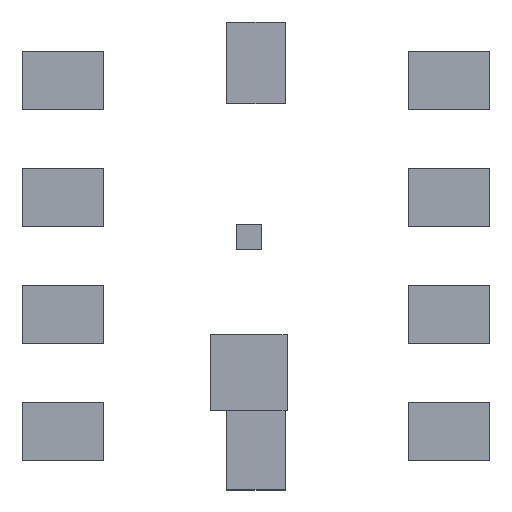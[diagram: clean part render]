
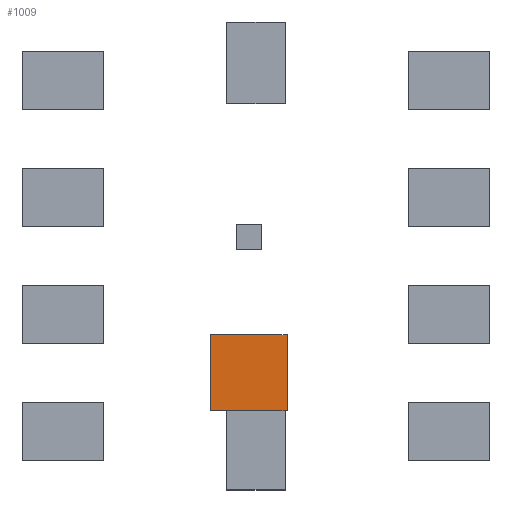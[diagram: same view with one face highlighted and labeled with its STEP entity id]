
A CAD part, top view. The second image highlights one B-rep face of the part: STEP entity #1009.
In plain terms, the highlighted planar face has unit normal (0, 0, 1).
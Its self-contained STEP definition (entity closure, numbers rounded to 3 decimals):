
#695 = VERTEX_POINT('',#696);
#696 = CARTESIAN_POINT('',(-0.193,-0.663,0.55));
#703 = PLANE('',#704);
#704 = AXIS2_PLACEMENT_3D('',#705,#706,#707);
#705 = CARTESIAN_POINT('',(-0.193,-0.663,0.5));
#706 = DIRECTION('',(1.,0.,0.));
#707 = DIRECTION('',(0.,0.,1.));
#715 = PLANE('',#716);
#716 = AXIS2_PLACEMENT_3D('',#717,#718,#719);
#717 = CARTESIAN_POINT('',(-0.193,-0.663,0.5));
#718 = DIRECTION('',(0.,1.,0.));
#719 = DIRECTION('',(0.,0.,1.));
#756 = VERTEX_POINT('',#757);
#757 = CARTESIAN_POINT('',(-0.193,-0.338,0.55));
#771 = PLANE('',#772);
#772 = AXIS2_PLACEMENT_3D('',#773,#774,#775);
#773 = CARTESIAN_POINT('',(-0.193,-0.338,0.5));
#774 = DIRECTION('',(0.,1.,0.));
#775 = DIRECTION('',(0.,0.,1.));
#783 = EDGE_CURVE('',#695,#756,#784,.T.);
#784 = SURFACE_CURVE('',#785,(#789,#796),.PCURVE_S1.);
#785 = LINE('',#786,#787);
#786 = CARTESIAN_POINT('',(-0.193,-0.663,0.55));
#787 = VECTOR('',#788,1.);
#788 = DIRECTION('',(0.,1.,0.));
#789 = PCURVE('',#703,#790);
#790 = DEFINITIONAL_REPRESENTATION('',(#791),#795);
#791 = LINE('',#792,#793);
#792 = CARTESIAN_POINT('',(0.05,0.));
#793 = VECTOR('',#794,1.);
#794 = DIRECTION('',(0.,-1.));
#795 = ( GEOMETRIC_REPRESENTATION_CONTEXT(2) 
PARAMETRIC_REPRESENTATION_CONTEXT() REPRESENTATION_CONTEXT('2D SPACE',''
  ) );
#796 = PCURVE('',#797,#802);
#797 = PLANE('',#798);
#798 = AXIS2_PLACEMENT_3D('',#799,#800,#801);
#799 = CARTESIAN_POINT('',(-0.193,-0.663,0.55));
#800 = DIRECTION('',(0.,0.,1.));
#801 = DIRECTION('',(1.,0.,0.));
#802 = DEFINITIONAL_REPRESENTATION('',(#803),#807);
#803 = LINE('',#804,#805);
#804 = CARTESIAN_POINT('',(0.,0.));
#805 = VECTOR('',#806,1.);
#806 = DIRECTION('',(0.,1.));
#807 = ( GEOMETRIC_REPRESENTATION_CONTEXT(2) 
PARAMETRIC_REPRESENTATION_CONTEXT() REPRESENTATION_CONTEXT('2D SPACE',''
  ) );
#815 = VERTEX_POINT('',#816);
#816 = CARTESIAN_POINT('',(0.133,-0.663,0.55));
#823 = PLANE('',#824);
#824 = AXIS2_PLACEMENT_3D('',#825,#826,#827);
#825 = CARTESIAN_POINT('',(0.133,-0.663,0.5));
#826 = DIRECTION('',(1.,0.,0.));
#827 = DIRECTION('',(0.,0.,1.));
#866 = VERTEX_POINT('',#867);
#867 = CARTESIAN_POINT('',(0.133,-0.338,0.55));
#888 = EDGE_CURVE('',#815,#866,#889,.T.);
#889 = SURFACE_CURVE('',#890,(#894,#901),.PCURVE_S1.);
#890 = LINE('',#891,#892);
#891 = CARTESIAN_POINT('',(0.133,-0.663,0.55));
#892 = VECTOR('',#893,1.);
#893 = DIRECTION('',(0.,1.,0.));
#894 = PCURVE('',#823,#895);
#895 = DEFINITIONAL_REPRESENTATION('',(#896),#900);
#896 = LINE('',#897,#898);
#897 = CARTESIAN_POINT('',(0.05,0.));
#898 = VECTOR('',#899,1.);
#899 = DIRECTION('',(0.,-1.));
#900 = ( GEOMETRIC_REPRESENTATION_CONTEXT(2) 
PARAMETRIC_REPRESENTATION_CONTEXT() REPRESENTATION_CONTEXT('2D SPACE',''
  ) );
#901 = PCURVE('',#797,#902);
#902 = DEFINITIONAL_REPRESENTATION('',(#903),#907);
#903 = LINE('',#904,#905);
#904 = CARTESIAN_POINT('',(0.325,0.));
#905 = VECTOR('',#906,1.);
#906 = DIRECTION('',(0.,1.));
#907 = ( GEOMETRIC_REPRESENTATION_CONTEXT(2) 
PARAMETRIC_REPRESENTATION_CONTEXT() REPRESENTATION_CONTEXT('2D SPACE',''
  ) );
#934 = EDGE_CURVE('',#695,#815,#935,.T.);
#935 = SURFACE_CURVE('',#936,(#940,#947),.PCURVE_S1.);
#936 = LINE('',#937,#938);
#937 = CARTESIAN_POINT('',(-0.193,-0.663,0.55));
#938 = VECTOR('',#939,1.);
#939 = DIRECTION('',(1.,0.,0.));
#940 = PCURVE('',#715,#941);
#941 = DEFINITIONAL_REPRESENTATION('',(#942),#946);
#942 = LINE('',#943,#944);
#943 = CARTESIAN_POINT('',(0.05,0.));
#944 = VECTOR('',#945,1.);
#945 = DIRECTION('',(0.,1.));
#946 = ( GEOMETRIC_REPRESENTATION_CONTEXT(2) 
PARAMETRIC_REPRESENTATION_CONTEXT() REPRESENTATION_CONTEXT('2D SPACE',''
  ) );
#947 = PCURVE('',#797,#948);
#948 = DEFINITIONAL_REPRESENTATION('',(#949),#953);
#949 = LINE('',#950,#951);
#950 = CARTESIAN_POINT('',(0.,0.));
#951 = VECTOR('',#952,1.);
#952 = DIRECTION('',(1.,0.));
#953 = ( GEOMETRIC_REPRESENTATION_CONTEXT(2) 
PARAMETRIC_REPRESENTATION_CONTEXT() REPRESENTATION_CONTEXT('2D SPACE',''
  ) );
#981 = EDGE_CURVE('',#756,#866,#982,.T.);
#982 = SURFACE_CURVE('',#983,(#987,#994),.PCURVE_S1.);
#983 = LINE('',#984,#985);
#984 = CARTESIAN_POINT('',(-0.193,-0.338,0.55));
#985 = VECTOR('',#986,1.);
#986 = DIRECTION('',(1.,0.,0.));
#987 = PCURVE('',#771,#988);
#988 = DEFINITIONAL_REPRESENTATION('',(#989),#993);
#989 = LINE('',#990,#991);
#990 = CARTESIAN_POINT('',(0.05,0.));
#991 = VECTOR('',#992,1.);
#992 = DIRECTION('',(0.,1.));
#993 = ( GEOMETRIC_REPRESENTATION_CONTEXT(2) 
PARAMETRIC_REPRESENTATION_CONTEXT() REPRESENTATION_CONTEXT('2D SPACE',''
  ) );
#994 = PCURVE('',#797,#995);
#995 = DEFINITIONAL_REPRESENTATION('',(#996),#1000);
#996 = LINE('',#997,#998);
#997 = CARTESIAN_POINT('',(0.,0.325));
#998 = VECTOR('',#999,1.);
#999 = DIRECTION('',(1.,0.));
#1000 = ( GEOMETRIC_REPRESENTATION_CONTEXT(2) 
PARAMETRIC_REPRESENTATION_CONTEXT() REPRESENTATION_CONTEXT('2D SPACE',''
  ) );
#1009 = ADVANCED_FACE('',(#1010),#797,.T.);
#1010 = FACE_BOUND('',#1011,.T.);
#1011 = EDGE_LOOP('',(#1012,#1013,#1014,#1015));
#1012 = ORIENTED_EDGE('',*,*,#783,.F.);
#1013 = ORIENTED_EDGE('',*,*,#934,.T.);
#1014 = ORIENTED_EDGE('',*,*,#888,.T.);
#1015 = ORIENTED_EDGE('',*,*,#981,.F.);
